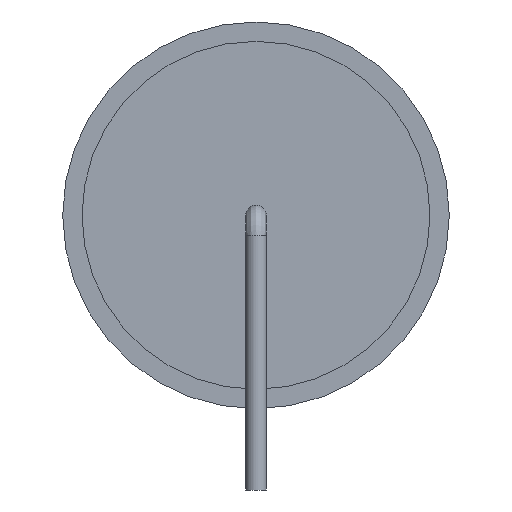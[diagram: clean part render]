
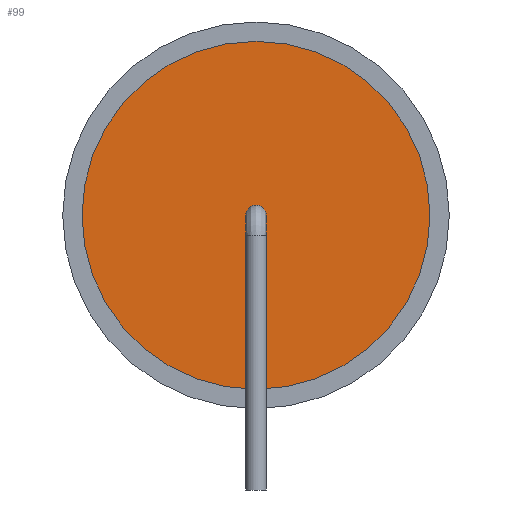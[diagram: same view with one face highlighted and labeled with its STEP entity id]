
A CAD part, left-side view. The second image highlights one B-rep face of the part: STEP entity #99.
In plain terms, the highlighted planar face has unit normal (-1, 0, 0).
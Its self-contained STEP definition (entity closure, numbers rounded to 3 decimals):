
#12=DIRECTION('',(0.,0.,1.));
#27=DIRECTION('',(1.,0.,0.));
#33=DIRECTION('',(0.,1.,0.));
#75=VERTEX_POINT('',#76);
#76=CARTESIAN_POINT('',(-9.025,4.275,4.75));
#79=ORIENTED_EDGE('',*,*,#80,.T.);
#80=EDGE_CURVE('',#75,#75,#81,.T.);
#81=CIRCLE('',#82,4.275);
#82=AXIS2_PLACEMENT_3D('',#83,#27,#33);
#83=CARTESIAN_POINT('',(-9.025,0.,4.75));
#99=ADVANCED_FACE('',(#100,#102),#111,.F.);
#100=FACE_BOUND('',#101,.F.);
#101=EDGE_LOOP('',(#79));
#102=FACE_BOUND('',#103,.F.);
#103=EDGE_LOOP('',(#104));
#104=ORIENTED_EDGE('',*,*,#105,.T.);
#105=EDGE_CURVE('',#106,#106,#108,.T.);
#106=VERTEX_POINT('',#107);
#107=CARTESIAN_POINT('',(-9.025,0.25,4.75));
#108=CIRCLE('',#109,0.25);
#109=AXIS2_PLACEMENT_3D('',#83,#110,#33);
#110=DIRECTION('',(-1.,0.,0.));
#111=PLANE('',#112);
#112=AXIS2_PLACEMENT_3D('',#113,#27,#12);
#113=CARTESIAN_POINT('',(-9.025,0.,4.75));
